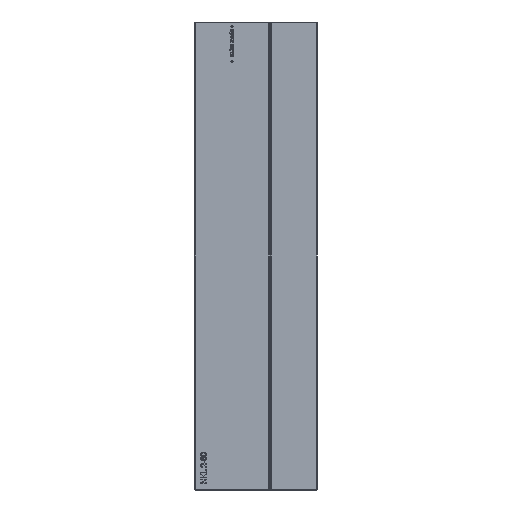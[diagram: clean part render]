
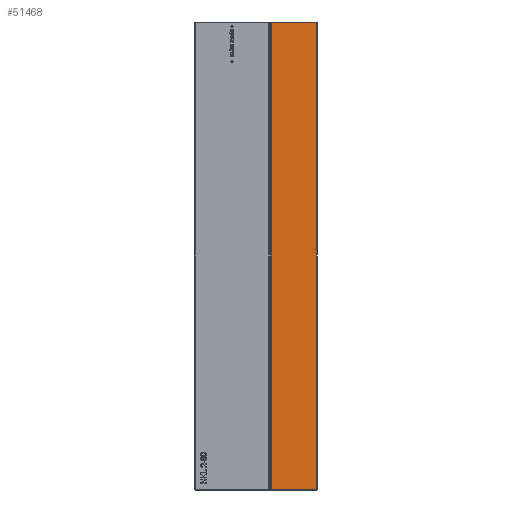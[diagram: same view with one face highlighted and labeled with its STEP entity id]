
A CAD part, left-side view. The second image highlights one B-rep face of the part: STEP entity #51468.
In plain terms, the highlighted planar face has unit normal (-1, 0, 0).
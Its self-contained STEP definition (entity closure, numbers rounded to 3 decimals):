
#48711 = PLANE('',#48712);
#48712 = AXIS2_PLACEMENT_3D('',#48713,#48714,#48715);
#48713 = CARTESIAN_POINT('',(-19.925,8.005,0.));
#48714 = DIRECTION('',(0.707,-0.707,
    0.));
#48715 = DIRECTION('',(0.,0.,1.));
#49261 = PLANE('',#49262);
#49262 = AXIS2_PLACEMENT_3D('',#49263,#49264,#49265);
#49263 = CARTESIAN_POINT('',(-19.925,0.,0.075));
#49264 = DIRECTION('',(0.707,0.,0.707));
#49265 = DIRECTION('',(0.,-1.,0.));
#49552 = VERTEX_POINT('',#49553);
#49553 = CARTESIAN_POINT('',(-20.,7.93,79.85));
#49579 = EDGE_CURVE('',#49580,#49552,#49582,.T.);
#49580 = VERTEX_POINT('',#49581);
#49581 = CARTESIAN_POINT('',(-20.,7.93,0.15));
#49582 = SURFACE_CURVE('',#49583,(#49587,#49594),.PCURVE_S1.);
#49583 = LINE('',#49584,#49585);
#49584 = CARTESIAN_POINT('',(-20.,7.93,0.));
#49585 = VECTOR('',#49586,1.);
#49586 = DIRECTION('',(0.,0.,1.));
#49587 = PCURVE('',#48711,#49588);
#49588 = DEFINITIONAL_REPRESENTATION('',(#49589),#49593);
#49589 = LINE('',#49590,#49591);
#49590 = CARTESIAN_POINT('',(0.,0.106));
#49591 = VECTOR('',#49592,1.);
#49592 = DIRECTION('',(1.,0.));
#49593 = ( GEOMETRIC_REPRESENTATION_CONTEXT(2) 
PARAMETRIC_REPRESENTATION_CONTEXT() REPRESENTATION_CONTEXT('2D SPACE',''
  ) );
#49594 = PCURVE('',#49595,#49600);
#49595 = PLANE('',#49596);
#49596 = AXIS2_PLACEMENT_3D('',#49597,#49598,#49599);
#49597 = CARTESIAN_POINT('',(-20.,0.,0.));
#49598 = DIRECTION('',(-1.,0.,0.));
#49599 = DIRECTION('',(0.,1.,0.));
#49600 = DEFINITIONAL_REPRESENTATION('',(#49601),#49605);
#49601 = LINE('',#49602,#49603);
#49602 = CARTESIAN_POINT('',(7.93,0.));
#49603 = VECTOR('',#49604,1.);
#49604 = DIRECTION('',(0.,-1.));
#49605 = ( GEOMETRIC_REPRESENTATION_CONTEXT(2) 
PARAMETRIC_REPRESENTATION_CONTEXT() REPRESENTATION_CONTEXT('2D SPACE',''
  ) );
#50455 = PLANE('',#50456);
#50456 = AXIS2_PLACEMENT_3D('',#50457,#50458,#50459);
#50457 = CARTESIAN_POINT('',(-19.925,0.,79.925));
#50458 = DIRECTION('',(-0.707,0.,0.707));
#50459 = DIRECTION('',(0.,-1.,0.));
#50676 = VERTEX_POINT('',#50677);
#50677 = CARTESIAN_POINT('',(-20.,0.15,0.15));
#50703 = EDGE_CURVE('',#50676,#49580,#50704,.T.);
#50704 = SURFACE_CURVE('',#50705,(#50709,#50716),.PCURVE_S1.);
#50705 = LINE('',#50706,#50707);
#50706 = CARTESIAN_POINT('',(-20.,0.,0.15));
#50707 = VECTOR('',#50708,1.);
#50708 = DIRECTION('',(0.,1.,0.));
#50709 = PCURVE('',#49261,#50710);
#50710 = DEFINITIONAL_REPRESENTATION('',(#50711),#50715);
#50711 = LINE('',#50712,#50713);
#50712 = CARTESIAN_POINT('',(0.,-0.106));
#50713 = VECTOR('',#50714,1.);
#50714 = DIRECTION('',(-1.,0.));
#50715 = ( GEOMETRIC_REPRESENTATION_CONTEXT(2) 
PARAMETRIC_REPRESENTATION_CONTEXT() REPRESENTATION_CONTEXT('2D SPACE',''
  ) );
#50716 = PCURVE('',#49595,#50717);
#50717 = DEFINITIONAL_REPRESENTATION('',(#50718),#50722);
#50718 = LINE('',#50719,#50720);
#50719 = CARTESIAN_POINT('',(0.,-0.15));
#50720 = VECTOR('',#50721,1.);
#50721 = DIRECTION('',(1.,0.));
#50722 = ( GEOMETRIC_REPRESENTATION_CONTEXT(2) 
PARAMETRIC_REPRESENTATION_CONTEXT() REPRESENTATION_CONTEXT('2D SPACE',''
  ) );
#51468 = ADVANCED_FACE('',(#51469),#49595,.T.);
#51469 = FACE_BOUND('',#51470,.T.);
#51470 = EDGE_LOOP('',(#51471,#51472,#51473,#51501));
#51471 = ORIENTED_EDGE('',*,*,#49579,.F.);
#51472 = ORIENTED_EDGE('',*,*,#50703,.F.);
#51473 = ORIENTED_EDGE('',*,*,#51474,.T.);
#51474 = EDGE_CURVE('',#50676,#51475,#51477,.T.);
#51475 = VERTEX_POINT('',#51476);
#51476 = CARTESIAN_POINT('',(-20.,0.15,79.85));
#51477 = SURFACE_CURVE('',#51478,(#51482,#51489),.PCURVE_S1.);
#51478 = LINE('',#51479,#51480);
#51479 = CARTESIAN_POINT('',(-20.,0.15,0.));
#51480 = VECTOR('',#51481,1.);
#51481 = DIRECTION('',(0.,0.,1.));
#51482 = PCURVE('',#49595,#51483);
#51483 = DEFINITIONAL_REPRESENTATION('',(#51484),#51488);
#51484 = LINE('',#51485,#51486);
#51485 = CARTESIAN_POINT('',(0.15,0.));
#51486 = VECTOR('',#51487,1.);
#51487 = DIRECTION('',(0.,-1.));
#51488 = ( GEOMETRIC_REPRESENTATION_CONTEXT(2) 
PARAMETRIC_REPRESENTATION_CONTEXT() REPRESENTATION_CONTEXT('2D SPACE',''
  ) );
#51489 = PCURVE('',#51490,#51495);
#51490 = PLANE('',#51491);
#51491 = AXIS2_PLACEMENT_3D('',#51492,#51493,#51494);
#51492 = CARTESIAN_POINT('',(-19.925,0.075,0.));
#51493 = DIRECTION('',(0.707,0.707,
    0.));
#51494 = DIRECTION('',(0.,0.,1.));
#51495 = DEFINITIONAL_REPRESENTATION('',(#51496),#51500);
#51496 = LINE('',#51497,#51498);
#51497 = CARTESIAN_POINT('',(0.,-0.106));
#51498 = VECTOR('',#51499,1.);
#51499 = DIRECTION('',(1.,0.));
#51500 = ( GEOMETRIC_REPRESENTATION_CONTEXT(2) 
PARAMETRIC_REPRESENTATION_CONTEXT() REPRESENTATION_CONTEXT('2D SPACE',''
  ) );
#51501 = ORIENTED_EDGE('',*,*,#51502,.T.);
#51502 = EDGE_CURVE('',#51475,#49552,#51503,.T.);
#51503 = SURFACE_CURVE('',#51504,(#51508,#51515),.PCURVE_S1.);
#51504 = LINE('',#51505,#51506);
#51505 = CARTESIAN_POINT('',(-20.,0.,79.85));
#51506 = VECTOR('',#51507,1.);
#51507 = DIRECTION('',(0.,1.,0.));
#51508 = PCURVE('',#49595,#51509);
#51509 = DEFINITIONAL_REPRESENTATION('',(#51510),#51514);
#51510 = LINE('',#51511,#51512);
#51511 = CARTESIAN_POINT('',(0.,-79.85));
#51512 = VECTOR('',#51513,1.);
#51513 = DIRECTION('',(1.,0.));
#51514 = ( GEOMETRIC_REPRESENTATION_CONTEXT(2) 
PARAMETRIC_REPRESENTATION_CONTEXT() REPRESENTATION_CONTEXT('2D SPACE',''
  ) );
#51515 = PCURVE('',#50455,#51516);
#51516 = DEFINITIONAL_REPRESENTATION('',(#51517),#51521);
#51517 = LINE('',#51518,#51519);
#51518 = CARTESIAN_POINT('',(0.,-0.106));
#51519 = VECTOR('',#51520,1.);
#51520 = DIRECTION('',(-1.,0.));
#51521 = ( GEOMETRIC_REPRESENTATION_CONTEXT(2) 
PARAMETRIC_REPRESENTATION_CONTEXT() REPRESENTATION_CONTEXT('2D SPACE',''
  ) );
